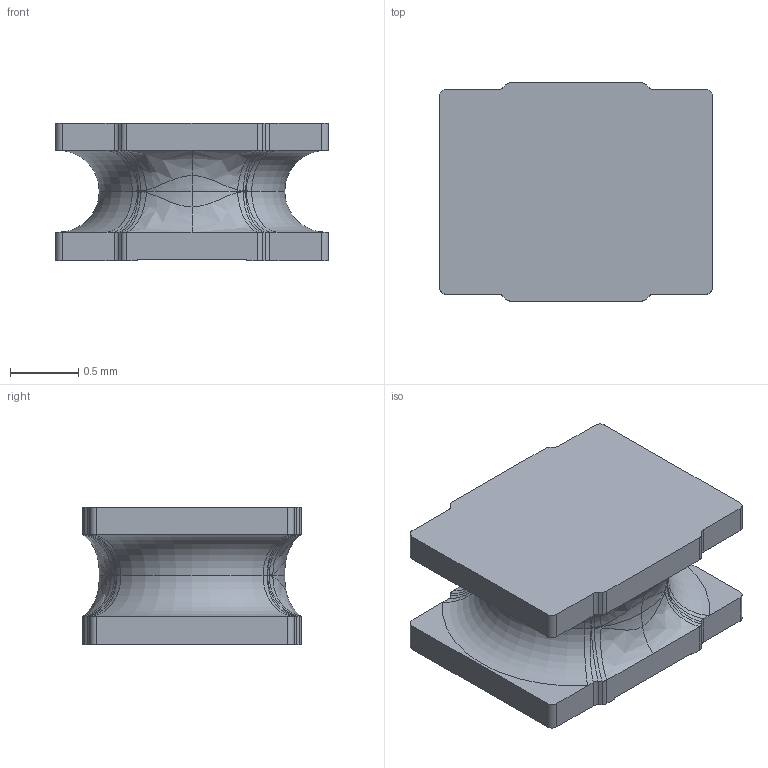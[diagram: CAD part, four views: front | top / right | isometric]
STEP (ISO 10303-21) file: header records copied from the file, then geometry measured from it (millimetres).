
FILE_DESCRIPTION (( 'STEP AP214' ), '1' );
FILE_NAME ('IND-SMD_L2.0-W1.6.STEP', '2022-10-27T06:37:45', ( '' ), ( '' ), 'SwSTEP 2.0', 'SolidWorks 2019', '' );
FILE_SCHEMA (( 'AUTOMOTIVE_DESIGN' ));
Length unit declared in the file: millimetre
Products named in the file (1): IND-SMD_L2.0-W1.6
Bounding box: 2 x 1.6 x 1.01 mm (x, y, z)
Volume: 2.3 mm3; surface area: 14 mm2
Topology: 1 solids, 1 shells, 110 faces, 266 edges, 158 vertices
Faces by surface type: bspline 40, plane 34, cylinder 24, torus 12
Entity records: 4868 total; most frequent: CARTESIAN_POINT 1319, ORIENTED_EDGE 532, DIRECTION 442, EDGE_CURVE 266, AXIS2_PLACEMENT_3D 161, VERTEX_POINT 158, LINE 120, VECTOR 120
